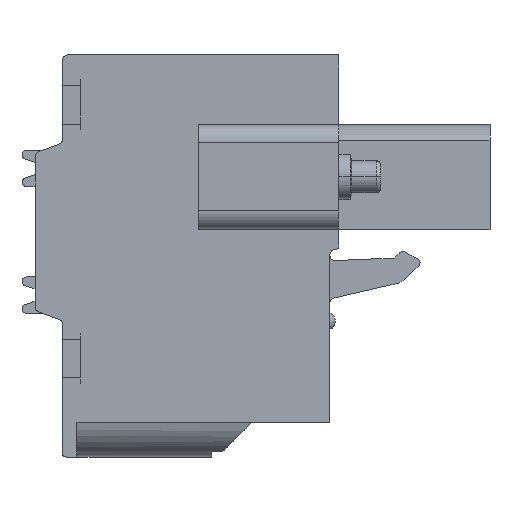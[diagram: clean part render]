
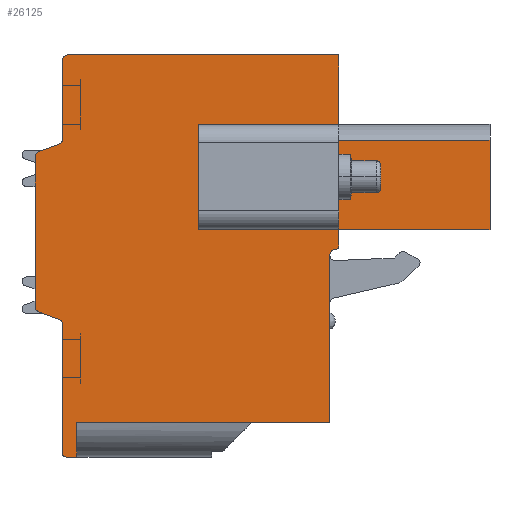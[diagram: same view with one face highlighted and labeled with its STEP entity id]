
A CAD part, front view. The second image highlights one B-rep face of the part: STEP entity #26125.
In plain terms, the highlighted planar face has unit normal (0, -1, 0).
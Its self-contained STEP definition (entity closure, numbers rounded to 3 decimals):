
#453=DIRECTION('',(-1.,0.,0.));
#454=VECTOR('',#453,6.3);
#455=CARTESIAN_POINT('',(2.781,-106.58,1.9));
#456=LINE('',#455,#454);
#457=DIRECTION('',(1.,0.,0.));
#458=VECTOR('',#457,6.3);
#459=CARTESIAN_POINT('',(-3.519,-106.58,7.65));
#460=LINE('',#459,#458);
#461=DIRECTION('',(0.,0.,1.));
#462=VECTOR('',#461,5.75);
#463=CARTESIAN_POINT('',(-3.519,-106.58,1.9));
#464=LINE('',#463,#462);
#465=DIRECTION('',(0.,0.,-1.));
#466=VECTOR('',#465,4.7);
#467=CARTESIAN_POINT('',(4.181,-106.58,11.475));
#468=LINE('',#467,#466);
#469=DIRECTION('',(-1.,0.,0.));
#470=VECTOR('',#469,8.3);
#471=CARTESIAN_POINT('',(12.481,-106.58,6.775));
#472=LINE('',#471,#470);
#473=DIRECTION('',(0.,0.,-1.));
#474=VECTOR('',#473,4.9);
#475=CARTESIAN_POINT('',(12.481,-106.58,6.775));
#476=LINE('',#475,#474);
#477=DIRECTION('',(-1.,0.,0.));
#478=VECTOR('',#477,8.3);
#479=CARTESIAN_POINT('',(12.481,-106.58,1.875));
#480=LINE('',#479,#478);
#481=DIRECTION('',(0.,0.,-1.));
#482=VECTOR('',#481,0.901);
#483=CARTESIAN_POINT('',(4.181,-106.58,1.875));
#484=LINE('',#483,#482);
#485=CARTESIAN_POINT('',(3.981,-106.58,0.974));
#486=DIRECTION('',(0.,1.,0.));
#487=DIRECTION('',(1.,0.,0.));
#488=AXIS2_PLACEMENT_3D('',#485,#486,#487);
#490=CARTESIAN_POINT('',(3.981,-106.58,0.474));
#491=DIRECTION('',(0.,-1.,0.));
#492=DIRECTION('',(0.,0.,1.));
#493=AXIS2_PLACEMENT_3D('',#490,#491,#492);
#495=DIRECTION('',(-1.,0.,0.));
#496=VECTOR('',#495,13.9);
#497=CARTESIAN_POINT('',(3.681,-106.58,-8.725));
#498=LINE('',#497,#496);
#499=DIRECTION('',(0.,0.,-1.));
#500=VECTOR('',#499,1.9);
#501=CARTESIAN_POINT('',(-10.219,-106.58,-8.725));
#502=LINE('',#501,#500);
#503=DIRECTION('',(-1.,0.,0.));
#504=VECTOR('',#503,0.6);
#505=CARTESIAN_POINT('',(-10.219,-106.58,-10.625));
#506=LINE('',#505,#504);
#507=CARTESIAN_POINT('',(-10.819,-106.58,-10.425));
#508=DIRECTION('',(0.,1.,0.));
#509=DIRECTION('',(0.,0.,-1.));
#510=AXIS2_PLACEMENT_3D('',#507,#508,#509);
#512=DIRECTION('',(0.,0.,1.));
#513=VECTOR('',#512,7.095);
#514=CARTESIAN_POINT('',(-11.019,-106.58,-10.425));
#515=LINE('',#514,#513);
#516=CARTESIAN_POINT('',(-11.319,-106.58,-3.33));
#517=DIRECTION('',(0.,-1.,0.));
#518=DIRECTION('',(1.,0.,0.));
#519=AXIS2_PLACEMENT_3D('',#516,#517,#518);
#521=DIRECTION('',(-0.94,0.,0.342));
#522=VECTOR('',#521,1.176);
#523=CARTESIAN_POINT('',(-11.216,-106.58,-3.048));
#524=LINE('',#523,#522);
#525=CARTESIAN_POINT('',(-12.219,-106.58,-2.364));
#526=DIRECTION('',(0.,1.,0.));
#527=DIRECTION('',(-0.342,0.,-0.94));
#528=AXIS2_PLACEMENT_3D('',#525,#526,#527);
#530=DIRECTION('',(0.,0.,1.));
#531=VECTOR('',#530,8.238);
#532=CARTESIAN_POINT('',(-12.519,-106.58,-2.364));
#533=LINE('',#532,#531);
#534=CARTESIAN_POINT('',(-12.219,-106.58,5.874));
#535=DIRECTION('',(0.,1.,0.));
#536=DIRECTION('',(-1.,0.,0.));
#537=AXIS2_PLACEMENT_3D('',#534,#535,#536);
#539=DIRECTION('',(0.94,0.,0.342));
#540=VECTOR('',#539,1.176);
#541=CARTESIAN_POINT('',(-12.321,-106.58,6.156));
#542=LINE('',#541,#540);
#543=CARTESIAN_POINT('',(-11.319,-106.58,6.84));
#544=DIRECTION('',(0.,-1.,0.));
#545=DIRECTION('',(0.342,0.,-0.94));
#546=AXIS2_PLACEMENT_3D('',#543,#544,#545);
#548=DIRECTION('',(0.,0.,1.));
#549=VECTOR('',#548,4.335);
#550=CARTESIAN_POINT('',(-11.019,-106.58,6.84));
#551=LINE('',#550,#549);
#552=CARTESIAN_POINT('',(-10.719,-106.58,11.175));
#553=DIRECTION('',(0.,1.,0.));
#554=DIRECTION('',(-1.,0.,0.));
#555=AXIS2_PLACEMENT_3D('',#552,#553,#554);
#557=DIRECTION('',(1.,0.,0.));
#558=VECTOR('',#557,14.9);
#559=CARTESIAN_POINT('',(-10.719,-106.58,11.475));
#560=LINE('',#559,#558);
#715=DIRECTION('',(0.,0.,1.));
#716=VECTOR('',#715,5.75);
#717=CARTESIAN_POINT('',(2.781,-106.58,1.9));
#718=LINE('',#717,#716);
#4485=DIRECTION('',(0.,0.,1.));
#4486=VECTOR('',#4485,9.199);
#4487=CARTESIAN_POINT('',(3.681,-106.58,-8.725));
#4488=LINE('',#4487,#4486);
#19804=CARTESIAN_POINT('',(-12.519,-106.58,-2.364));
#19805=CARTESIAN_POINT('',(-12.519,-106.58,5.874));
#19806=VERTEX_POINT('',#19804);
#19807=VERTEX_POINT('',#19805);
#19808=CARTESIAN_POINT('',(-12.321,-106.58,6.156));
#19809=VERTEX_POINT('',#19808);
#19810=CARTESIAN_POINT('',(-11.216,-106.58,6.558));
#19811=VERTEX_POINT('',#19810);
#19812=CARTESIAN_POINT('',(-11.019,-106.58,6.84));
#19813=VERTEX_POINT('',#19812);
#19814=CARTESIAN_POINT('',(-11.019,-106.58,11.175));
#19815=VERTEX_POINT('',#19814);
#19816=CARTESIAN_POINT('',(-10.719,-106.58,11.475));
#19817=VERTEX_POINT('',#19816);
#19818=CARTESIAN_POINT('',(4.181,-106.58,11.475));
#19819=VERTEX_POINT('',#19818);
#19820=CARTESIAN_POINT('',(3.681,-106.58,-8.725));
#19821=CARTESIAN_POINT('',(-10.219,-106.58,-8.725));
#19822=VERTEX_POINT('',#19820);
#19823=VERTEX_POINT('',#19821);
#19824=CARTESIAN_POINT('',(-10.219,-106.58,-10.625));
#19825=VERTEX_POINT('',#19824);
#19826=CARTESIAN_POINT('',(-10.819,-106.58,-10.625));
#19827=VERTEX_POINT('',#19826);
#19828=CARTESIAN_POINT('',(-11.019,-106.58,-10.425));
#19829=VERTEX_POINT('',#19828);
#19830=CARTESIAN_POINT('',(-11.019,-106.58,-3.33));
#19831=VERTEX_POINT('',#19830);
#19832=CARTESIAN_POINT('',(-11.216,-106.58,-3.048));
#19833=VERTEX_POINT('',#19832);
#19834=CARTESIAN_POINT('',(-12.321,-106.58,-2.646));
#19835=VERTEX_POINT('',#19834);
#19846=CARTESIAN_POINT('',(4.181,-106.58,0.974));
#19847=CARTESIAN_POINT('',(3.981,-106.58,0.774));
#19848=VERTEX_POINT('',#19846);
#19849=VERTEX_POINT('',#19847);
#19850=CARTESIAN_POINT('',(4.181,-106.58,1.875));
#19851=VERTEX_POINT('',#19850);
#19852=CARTESIAN_POINT('',(3.681,-106.58,0.474));
#19853=VERTEX_POINT('',#19852);
#19854=CARTESIAN_POINT('',(12.481,-106.58,1.875));
#19855=VERTEX_POINT('',#19854);
#21078=CARTESIAN_POINT('',(12.481,-106.58,6.775));
#21079=VERTEX_POINT('',#21078);
#25490=CARTESIAN_POINT('',(-3.519,-106.58,1.9));
#25491=CARTESIAN_POINT('',(-3.519,-106.58,7.65));
#25492=VERTEX_POINT('',#25490);
#25493=VERTEX_POINT('',#25491);
#25512=CARTESIAN_POINT('',(2.781,-106.58,1.9));
#25513=CARTESIAN_POINT('',(2.781,-106.58,7.65));
#25514=VERTEX_POINT('',#25512);
#25515=VERTEX_POINT('',#25513);
#25528=CARTESIAN_POINT('',(4.181,-106.58,6.775));
#25529=VERTEX_POINT('',#25528);
#26063=CARTESIAN_POINT('',(0.,-106.58,0.));
#26064=DIRECTION('',(0.,1.,0.));
#26065=DIRECTION('',(1.,0.,0.));
#26066=AXIS2_PLACEMENT_3D('',#26063,#26064,#26065);
#26067=PLANE('',#26066);
#26068=ORIENTED_EDGE('',*,*,#25795,.T.);
#26070=ORIENTED_EDGE('',*,*,#26069,.F.);
#26072=ORIENTED_EDGE('',*,*,#26071,.T.);
#26074=ORIENTED_EDGE('',*,*,#26073,.T.);
#26076=ORIENTED_EDGE('',*,*,#26075,.T.);
#26078=ORIENTED_EDGE('',*,*,#26077,.T.);
#26080=ORIENTED_EDGE('',*,*,#26079,.T.);
#26082=ORIENTED_EDGE('',*,*,#26081,.F.);
#26084=ORIENTED_EDGE('',*,*,#26083,.T.);
#26086=ORIENTED_EDGE('',*,*,#26085,.T.);
#26088=ORIENTED_EDGE('',*,*,#26087,.T.);
#26090=ORIENTED_EDGE('',*,*,#26089,.T.);
#26092=ORIENTED_EDGE('',*,*,#26091,.T.);
#26094=ORIENTED_EDGE('',*,*,#26093,.T.);
#26096=ORIENTED_EDGE('',*,*,#26095,.T.);
#26098=ORIENTED_EDGE('',*,*,#26097,.T.);
#26100=ORIENTED_EDGE('',*,*,#26099,.T.);
#26102=ORIENTED_EDGE('',*,*,#26101,.T.);
#26104=ORIENTED_EDGE('',*,*,#26103,.T.);
#26106=ORIENTED_EDGE('',*,*,#26105,.T.);
#26108=ORIENTED_EDGE('',*,*,#26107,.T.);
#26110=ORIENTED_EDGE('',*,*,#26109,.T.);
#26112=ORIENTED_EDGE('',*,*,#26111,.T.);
#26113=EDGE_LOOP('',(#26068,#26070,#26072,#26074,#26076,#26078,#26080,#26082,
#26084,#26086,#26088,#26090,#26092,#26094,#26096,#26098,#26100,#26102,#26104,
#26106,#26108,#26110,#26112));
#26114=FACE_OUTER_BOUND('',#26113,.F.);
#26116=ORIENTED_EDGE('',*,*,#26115,.F.);
#26118=ORIENTED_EDGE('',*,*,#26117,.T.);
#26120=ORIENTED_EDGE('',*,*,#26119,.F.);
#26122=ORIENTED_EDGE('',*,*,#26121,.F.);
#26123=EDGE_LOOP('',(#26116,#26118,#26120,#26122));
#26124=FACE_BOUND('',#26123,.F.);
#26125=ADVANCED_FACE('',(#26114,#26124),#26067,.F.);
#489=CIRCLE('',#488,0.2);
#494=CIRCLE('',#493,0.3);
#511=CIRCLE('',#510,0.2);
#520=CIRCLE('',#519,0.3);
#529=CIRCLE('',#528,0.3);
#538=CIRCLE('',#537,0.3);
#547=CIRCLE('',#546,0.3);
#556=CIRCLE('',#555,0.3);
#25795=EDGE_CURVE('',#19819,#25529,#468,.T.);
#26069=EDGE_CURVE('',#21079,#25529,#472,.T.);
#26071=EDGE_CURVE('',#21079,#19855,#476,.T.);
#26073=EDGE_CURVE('',#19855,#19851,#480,.T.);
#26075=EDGE_CURVE('',#19851,#19848,#484,.T.);
#26077=EDGE_CURVE('',#19848,#19849,#489,.T.);
#26079=EDGE_CURVE('',#19849,#19853,#494,.T.);
#26081=EDGE_CURVE('',#19822,#19853,#4488,.T.);
#26083=EDGE_CURVE('',#19822,#19823,#498,.T.);
#26085=EDGE_CURVE('',#19823,#19825,#502,.T.);
#26087=EDGE_CURVE('',#19825,#19827,#506,.T.);
#26089=EDGE_CURVE('',#19827,#19829,#511,.T.);
#26091=EDGE_CURVE('',#19829,#19831,#515,.T.);
#26093=EDGE_CURVE('',#19831,#19833,#520,.T.);
#26095=EDGE_CURVE('',#19833,#19835,#524,.T.);
#26097=EDGE_CURVE('',#19835,#19806,#529,.T.);
#26099=EDGE_CURVE('',#19806,#19807,#533,.T.);
#26101=EDGE_CURVE('',#19807,#19809,#538,.T.);
#26103=EDGE_CURVE('',#19809,#19811,#542,.T.);
#26105=EDGE_CURVE('',#19811,#19813,#547,.T.);
#26107=EDGE_CURVE('',#19813,#19815,#551,.T.);
#26109=EDGE_CURVE('',#19815,#19817,#556,.T.);
#26111=EDGE_CURVE('',#19817,#19819,#560,.T.);
#26115=EDGE_CURVE('',#25514,#25492,#456,.T.);
#26117=EDGE_CURVE('',#25514,#25515,#718,.T.);
#26119=EDGE_CURVE('',#25493,#25515,#460,.T.);
#26121=EDGE_CURVE('',#25492,#25493,#464,.T.);
